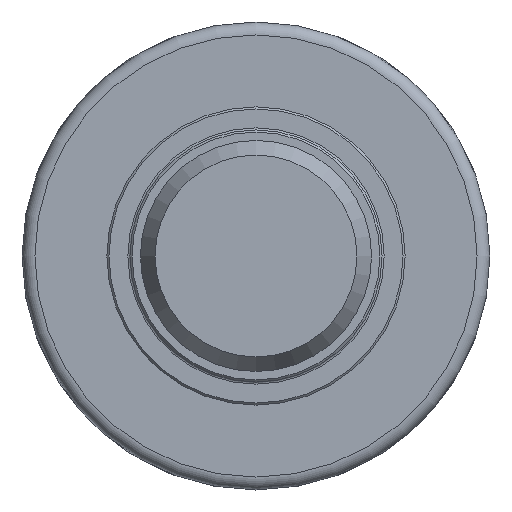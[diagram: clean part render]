
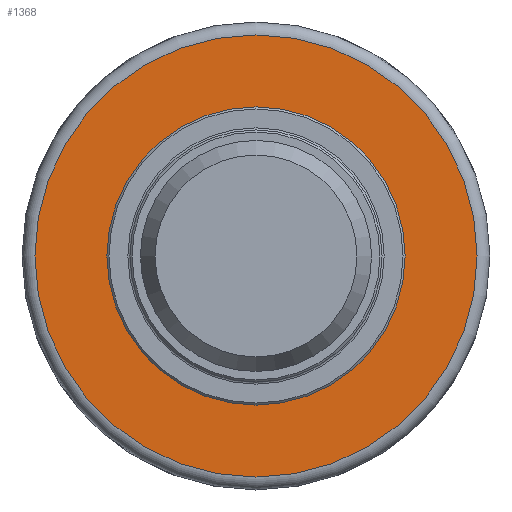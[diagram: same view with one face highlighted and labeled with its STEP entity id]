
A CAD part, left-side view. The second image highlights one B-rep face of the part: STEP entity #1368.
In plain terms, the highlighted planar face has unit normal (-1, 0, 0).
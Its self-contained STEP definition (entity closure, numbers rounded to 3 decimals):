
#76=FACE_BOUND('',#289,.T.);
#110=CIRCLE('',#1492,35.25);
#114=CIRCLE('',#1498,52.622);
#115=CIRCLE('',#1499,52.622);
#206=FACE_OUTER_BOUND('',#288,.T.);
#288=EDGE_LOOP('',(#1046,#1047));
#289=EDGE_LOOP('',(#1048));
#603=VERTEX_POINT('',#2314);
#607=VERTEX_POINT('',#2325);
#608=VERTEX_POINT('',#2326);
#768=EDGE_CURVE('',#603,#603,#110,.T.);
#773=EDGE_CURVE('',#607,#608,#114,.T.);
#774=EDGE_CURVE('',#608,#607,#115,.T.);
#1046=ORIENTED_EDGE('',*,*,#773,.F.);
#1047=ORIENTED_EDGE('',*,*,#774,.F.);
#1048=ORIENTED_EDGE('',*,*,#768,.T.);
#1317=PLANE('',#1497);
#1368=ADVANCED_FACE('',(#206,#76),#1317,.T.);
#1492=AXIS2_PLACEMENT_3D('',#2315,#1768,#1769);
#1497=AXIS2_PLACEMENT_3D('',#2324,#1779,#1780);
#1498=AXIS2_PLACEMENT_3D('',#2327,#1781,#1782);
#1499=AXIS2_PLACEMENT_3D('',#2328,#1783,#1784);
#1768=DIRECTION('center_axis',(1.,0.,0.));
#1769=DIRECTION('ref_axis',(0.,1.,0.));
#1779=DIRECTION('center_axis',(-1.,0.,0.));
#1780=DIRECTION('ref_axis',(0.,0.,-1.));
#1781=DIRECTION('center_axis',(1.,0.,0.));
#1782=DIRECTION('ref_axis',(0.,1.,0.));
#1783=DIRECTION('center_axis',(1.,0.,0.));
#1784=DIRECTION('ref_axis',(0.,1.,0.));
#2314=CARTESIAN_POINT('',(29.3,-35.25,0.));
#2315=CARTESIAN_POINT('Origin',(29.3,0.,0.));
#2324=CARTESIAN_POINT('Origin',(29.3,-47.54,0.));
#2325=CARTESIAN_POINT('',(29.3,-52.622,0.));
#2326=CARTESIAN_POINT('',(29.3,0.,-52.622));
#2327=CARTESIAN_POINT('Origin',(29.3,0.,0.));
#2328=CARTESIAN_POINT('Origin',(29.3,0.,0.));
